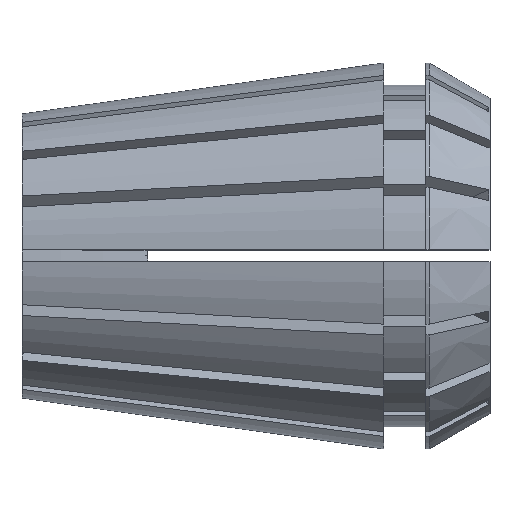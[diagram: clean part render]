
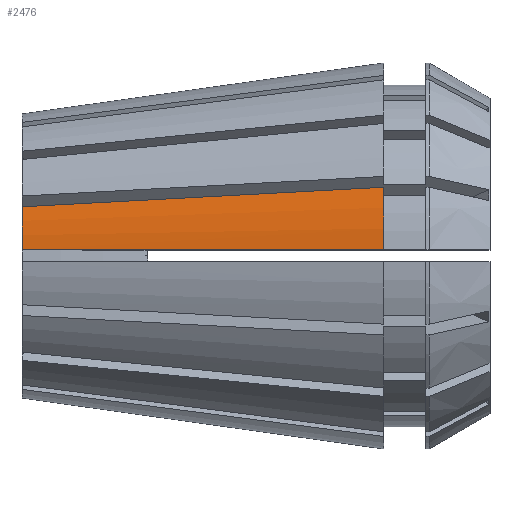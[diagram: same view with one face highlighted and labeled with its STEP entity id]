
A CAD part, top view. The second image highlights one B-rep face of the part: STEP entity #2476.
In plain terms, the highlighted conical face has half-angle 8 degrees and reference radius 16.5 mm.
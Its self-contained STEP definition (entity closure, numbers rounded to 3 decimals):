
#73 = CIRCLE ( 'NONE', #299, 16.5 ) ;
#233 = DIRECTION ( 'NONE',  ( -1., 0., 0. ) ) ;
#242 = CARTESIAN_POINT ( 'NONE',  ( 0., 4.187, 11.414 ) ) ;
#299 = AXIS2_PLACEMENT_3D ( 'NONE', #5371, #665, #4379 ) ;
#421 = DIRECTION ( 'NONE',  ( 0., 0., -1. ) ) ;
#430 = ORIENTED_EDGE ( 'NONE', *, *, #978, .T. ) ;
#568 = CARTESIAN_POINT ( 'NONE',  ( 30.9, 0.5, 16.493 ) ) ;
#665 = DIRECTION ( 'NONE',  ( -1., 0., 0. ) ) ;
#713 = VERTEX_POINT ( 'NONE', #242 ) ;
#978 = EDGE_CURVE ( 'NONE', #1158, #4777, #73, .T. ) ;
#993 = DIRECTION ( 'NONE',  ( 0., 0., 1. ) ) ;
#996 = AXIS2_PLACEMENT_3D ( 'NONE', #2411, #233, #993 ) ;
#1090 = CARTESIAN_POINT ( 'NONE',  ( 0., 4.187, 11.414 ) ) ;
#1148 = B_SPLINE_CURVE_WITH_KNOTS ( 'NONE', 3,
 ( #2754, #5327, #3593, #1090 ),
 .UNSPECIFIED., .F., .F.,
 ( 4, 4 ),
 ( 0., 0.031 ),
 .UNSPECIFIED. ) ;
#1158 = VERTEX_POINT ( 'NONE', #568 ) ;
#1172 = CONICAL_SURFACE ( 'NONE', #4364, 16.5, 0.14 ) ;
#1478 = EDGE_CURVE ( 'NONE', #1158, #1585, #3882, .T. ) ;
#1585 = VERTEX_POINT ( 'NONE', #2879 ) ;
#1589 = CARTESIAN_POINT ( 'NONE',  ( 0., 0.5, 12.147 ) ) ;
#1639 = CARTESIAN_POINT ( 'NONE',  ( 2.574, 0.5, 12.509 ) ) ;
#1736 = CARTESIAN_POINT ( 'NONE',  ( 30.9, 0., 0. ) ) ;
#1817 = CIRCLE ( 'NONE', #996, 12.158 ) ;
#1986 = EDGE_CURVE ( 'NONE', #1585, #713, #1817, .T. ) ;
#1993 = CARTESIAN_POINT ( 'NONE',  ( 3.861, 0.5, 12.69 ) ) ;
#2084 = CARTESIAN_POINT ( 'NONE',  ( 11.221, 0.5, 13.726 ) ) ;
#2194 = ORIENTED_EDGE ( 'NONE', *, *, #1986, .F. ) ;
#2290 = CARTESIAN_POINT ( 'NONE',  ( 30.9, 0.5, 16.493 ) ) ;
#2384 = CARTESIAN_POINT ( 'NONE',  ( 18.581, 0.5, 14.761 ) ) ;
#2411 = CARTESIAN_POINT ( 'NONE',  ( 0., 0., 0. ) ) ;
#2436 = CARTESIAN_POINT ( 'NONE',  ( 25.941, 0.5, 15.795 ) ) ;
#2468 = CARTESIAN_POINT ( 'NONE',  ( 27.594, 0.5, 16.028 ) ) ;
#2476 = ADVANCED_FACE ( 'NONE', ( #3524 ), #1172, .T. ) ;
#2561 = ORIENTED_EDGE ( 'NONE', *, *, #1478, .F. ) ;
#2754 = CARTESIAN_POINT ( 'NONE',  ( 30.9, 5.85, 15.429 ) ) ;
#2879 = CARTESIAN_POINT ( 'NONE',  ( 0., 0.5, 12.147 ) ) ;
#2948 = DIRECTION ( 'NONE',  ( 1., 0., 0. ) ) ;
#3208 = CARTESIAN_POINT ( 'NONE',  ( 1.287, 0.5, 12.328 ) ) ;
#3524 = FACE_OUTER_BOUND ( 'NONE', #4499, .T. ) ;
#3593 = CARTESIAN_POINT ( 'NONE',  ( 10.3, 4.741, 12.753 ) ) ;
#3882 = B_SPLINE_CURVE_WITH_KNOTS ( 'NONE', 3,
 ( #2290, #5466, #2468, #2436, #2384, #2084, #1993, #1639, #3208, #1589 ),
 .UNSPECIFIED., .F., .F.,
 ( 4, 3, 3, 4 ),
 ( 0.064, 0.069, 0.091, 0.095 ),
 .UNSPECIFIED. ) ;
#4013 = CARTESIAN_POINT ( 'NONE',  ( 30.9, 5.85, 15.429 ) ) ;
#4061 = EDGE_CURVE ( 'NONE', #4777, #713, #1148, .T. ) ;
#4364 = AXIS2_PLACEMENT_3D ( 'NONE', #1736, #2948, #421 ) ;
#4379 = DIRECTION ( 'NONE',  ( 0., 0., 1. ) ) ;
#4499 = EDGE_LOOP ( 'NONE', ( #430, #4742, #2194, #2561 ) ) ;
#4742 = ORIENTED_EDGE ( 'NONE', *, *, #4061, .T. ) ;
#4777 = VERTEX_POINT ( 'NONE', #4013 ) ;
#5327 = CARTESIAN_POINT ( 'NONE',  ( 20.6, 5.295, 14.091 ) ) ;
#5371 = CARTESIAN_POINT ( 'NONE',  ( 30.9, 0., 0. ) ) ;
#5466 = CARTESIAN_POINT ( 'NONE',  ( 29.247, 0.5, 16.26 ) ) ;
